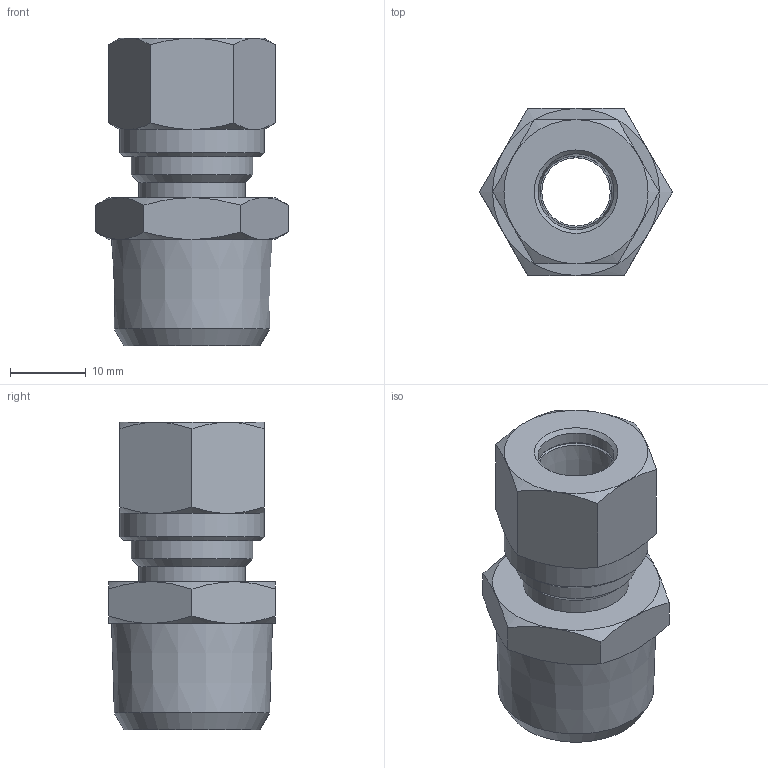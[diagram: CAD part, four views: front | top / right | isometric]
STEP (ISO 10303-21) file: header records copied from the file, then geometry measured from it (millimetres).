
FILE_DESCRIPTION(( 'MO.11.10.12.STP' ), '1');
FILE_NAME( 'MO.11.10.12.STP', '2018-10-03T09:31:33',( 'Sopra'),('sopra-pneumatic.com'), 'SwSTEP 2.0','SolidWorks 2009','' );
FILE_SCHEMA (('AUTOMOTIVE_DESIGN { 1 0 10303 214 1 1 1 1 }'));
Length unit declared in the file: millimetre
Products named in the file (4): Root; 97404_Einbau; 96804; 94809
Assembly tree (3 placements, depth 2):
  Root
    97404_Einbau
    96804
    94809
Bounding box: 25.4 x 22 x 40.5 mm (x, y, z)
Volume: 7792 mm3; surface area: 6315.1 mm2
Topology: 3 solids, 3 shells, 74 faces, 157 edges, 91 vertices
Faces by surface type: cone 45, plane 20, cylinder 8, torus 1
Full cylindrical faces by diameter (mm): 9 x1, 10 x2, 14 x1, 14.16 x1, 15 x1, 16 x1, 19 x1
Entity records: 3083 total; most frequent: DIRECTION 388, CARTESIAN_POINT 284, PRESENTATION_STYLE_ASSIGNMENT 243, COLOUR_RGB 242, DRAUGHTING_PRE_DEFINED_CURVE_FONT 240, CURVE_STYLE 240, OVER_RIDING_STYLED_ITEM 240, ORIENTED_EDGE 240
